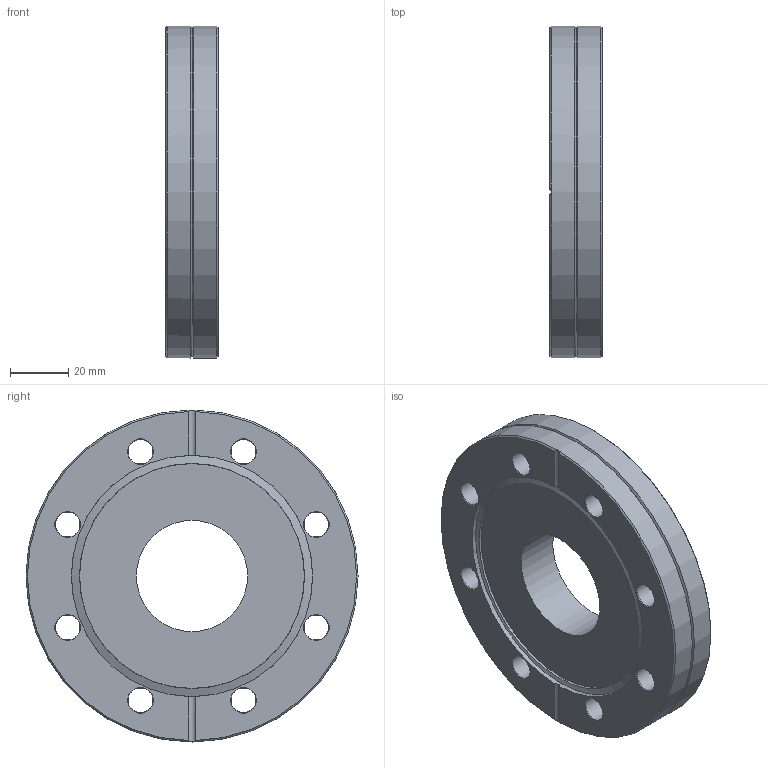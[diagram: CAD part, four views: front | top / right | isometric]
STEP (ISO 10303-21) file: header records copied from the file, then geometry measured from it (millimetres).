
FILE_DESCRIPTION (( 'STEP AP214' ), '1' );
FILE_NAME ('RP1CF6340 FULLVAC.STEP', '2019-10-24T12:18:08', ( '' ), ( '' ), 'SwSTEP 2.0', 'SolidWorks 2017', '' );
FILE_SCHEMA (( 'AUTOMOTIVE_DESIGN' ));
Length unit declared in the file: millimetre
Products named in the file (1): RP1CF6340 FULLVAC
Bounding box: 18 x 113.6 x 113.6 mm (x, y, z)
Volume: 145232.7 mm3; surface area: 31430.8 mm2
Topology: 1 solids, 1 shells, 61 faces, 153 edges, 95 vertices
Faces by surface type: cone 35, cylinder 21, plane 5
Full cylindrical faces by diameter (mm): 5 x6, 8.4 x8, 38.1 x1, 48.3 x1, 82.55 x1, 113.6 x2
Entity records: 1488 total; most frequent: CARTESIAN_POINT 272, DIRECTION 264, ORIENTED_EDGE 160, EDGE_LOOP 132, AXIS2_PLACEMENT_3D 130, EDGE_CURVE 80, FACE_OUTER_BOUND 80, VERTEX_POINT 74
